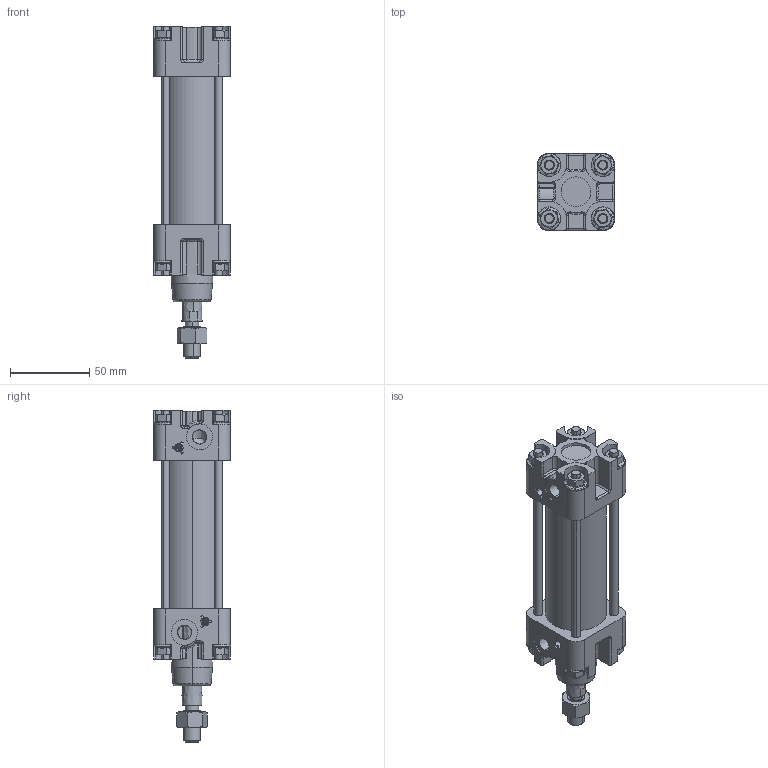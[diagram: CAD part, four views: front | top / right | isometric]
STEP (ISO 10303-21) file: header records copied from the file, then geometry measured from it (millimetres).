
FILE_DESCRIPTION(('FreeCAD Model'),'2;1');
FILE_NAME('Open CASCADE Shape Model','2025-05-04T08:51:28',('FreeCAD'),( 'FreeCAD'),'Open CASCADE STEP processor 7.6','FreeCAD','Unknown');
FILE_SCHEMA(('AUTOMOTIVE_DESIGN { 1 0 10303 214 1 1 1 1 }'));
Products named in the file (1): Open CASCADE STEP translator 7.6 1
Bounding box: 48.69 x 48.69 x 209.29 mm (x, y, z)
Volume: 182797.5 mm3; surface area: 123936.9 mm2
Topology: 41 solids, 41 shells, 1289 faces, 3020 edges, 1844 vertices
Faces by surface type: bspline 1289
Entity records: 41055 total; most frequent: CARTESIAN_POINT 24168, ORIENTED_EDGE 6032, EDGE_CURVE 3016, VERTEX_POINT 1844, FACE_BOUND 1436, EDGE_LOOP 1436, B_SPLINE_CURVE_WITH_KNOTS 1427, ADVANCED_FACE 1289
